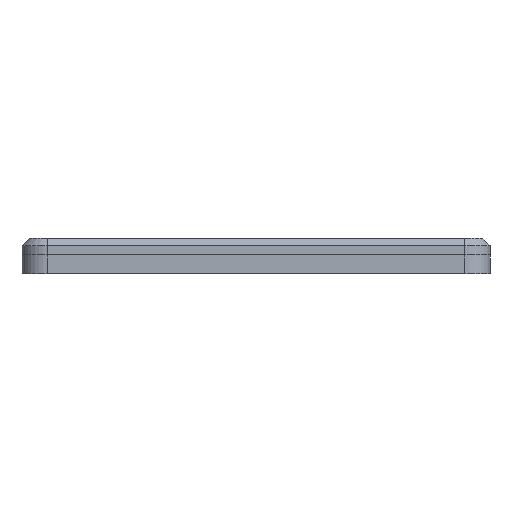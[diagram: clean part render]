
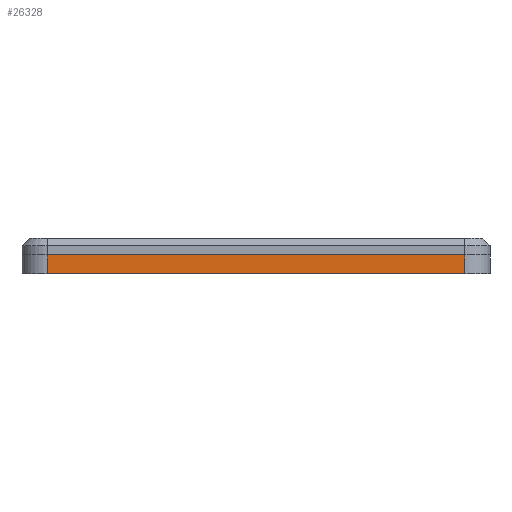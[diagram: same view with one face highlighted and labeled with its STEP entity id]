
A CAD part, left-side view. The second image highlights one B-rep face of the part: STEP entity #26328.
In plain terms, the highlighted planar face has unit normal (-1, 0, 0).
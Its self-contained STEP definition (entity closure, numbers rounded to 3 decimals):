
#2348=FACE_OUTER_BOUND('',#4030,.T.);
#4030=EDGE_LOOP('',(#23294,#23295,#23296,#23297));
#7514=LINE('',#42905,#10186);
#7546=LINE('',#43028,#10218);
#7605=LINE('',#43253,#10277);
#7606=LINE('',#43254,#10278);
#10186=VECTOR('',#35568,10.);
#10218=VECTOR('',#35690,10.);
#10277=VECTOR('',#35955,10.);
#10278=VECTOR('',#35956,10.);
#12498=VERTEX_POINT('',#42890);
#12505=VERTEX_POINT('',#42903);
#12550=VERTEX_POINT('',#43025);
#12551=VERTEX_POINT('',#43027);
#16016=EDGE_CURVE('',#12505,#12498,#7514,.T.);
#16076=EDGE_CURVE('',#12550,#12551,#7546,.T.);
#16180=EDGE_CURVE('',#12498,#12550,#7605,.T.);
#16181=EDGE_CURVE('',#12505,#12551,#7606,.T.);
#23294=ORIENTED_EDGE('',*,*,#16180,.F.);
#23295=ORIENTED_EDGE('',*,*,#16016,.F.);
#23296=ORIENTED_EDGE('',*,*,#16181,.T.);
#23297=ORIENTED_EDGE('',*,*,#16076,.F.);
#24196=PLANE('',#28725);
#26328=ADVANCED_FACE('',(#2348),#24196,.T.);
#28725=AXIS2_PLACEMENT_3D('',#43252,#35953,#35954);
#35568=DIRECTION('',(0.,1.,0.));
#35690=DIRECTION('',(0.,-1.,0.));
#35953=DIRECTION('center_axis',(-1.,0.,0.));
#35954=DIRECTION('ref_axis',(0.,1.,0.));
#35955=DIRECTION('',(0.,0.,1.));
#35956=DIRECTION('',(0.,0.,1.));
#42890=CARTESIAN_POINT('',(-109.,56.85,-2.2));
#42903=CARTESIAN_POINT('',(-109.,-59.25,-2.2));
#42905=CARTESIAN_POINT('',(-109.,-59.25,-2.2));
#43025=CARTESIAN_POINT('',(-109.,56.85,3.));
#43027=CARTESIAN_POINT('',(-109.,-59.25,3.));
#43028=CARTESIAN_POINT('',(-109.,27.825,3.));
#43252=CARTESIAN_POINT('Origin',(-109.,-59.25,0.));
#43253=CARTESIAN_POINT('',(-109.,56.85,0.));
#43254=CARTESIAN_POINT('',(-109.,-59.25,0.));
